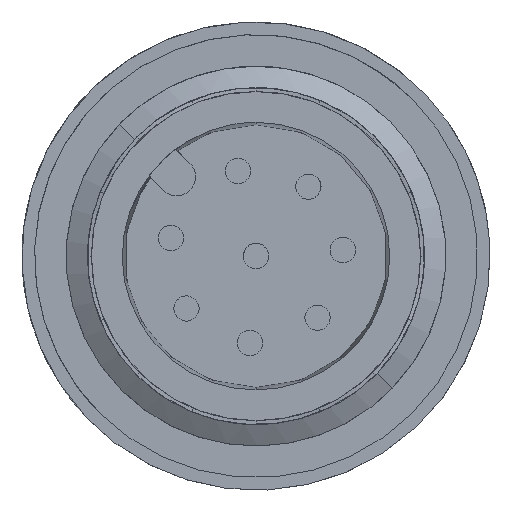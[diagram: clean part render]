
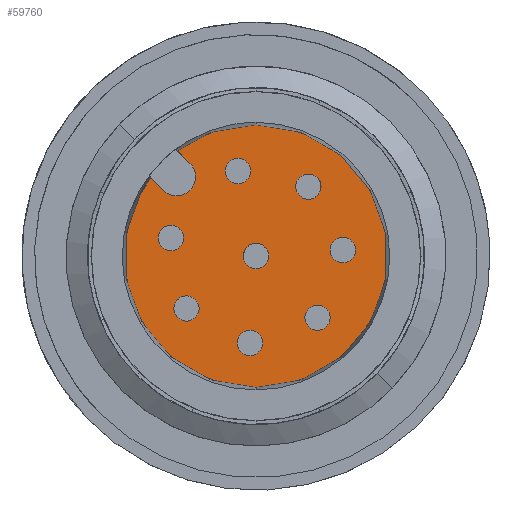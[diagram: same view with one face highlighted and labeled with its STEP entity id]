
A CAD part, left-side view. The second image highlights one B-rep face of the part: STEP entity #59760.
In plain terms, the highlighted face is planar.
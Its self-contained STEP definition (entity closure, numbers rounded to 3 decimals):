
#56710=CARTESIAN_POINT('',(-3.328,2.479,-37.9));
#56720=VERTEX_POINT('',#56710);
#57070=CARTESIAN_POINT('',(-2.479,3.328,-37.9));
#57080=VERTEX_POINT('',#57070);
#57110=CARTESIAN_POINT('',(0.,0.,
-37.9));
#57120=DIRECTION('',(0.,0.,-1.));
#57130=DIRECTION('',(1.,0.,0.));
#57140=AXIS2_PLACEMENT_3D('',#57110,#57120,#57130);
#57150=CIRCLE('',#57140,4.15);
#57160=CARTESIAN_POINT('',(4.15,0.,-37.9))
;
#57170=VERTEX_POINT('',#57160);
#57180=EDGE_CURVE('',#57080,#57170,#57150,.T.);
#57320=CARTESIAN_POINT('',(-4.15,0.,-37.9)
);
#57330=VERTEX_POINT('',#57320);
#57360=EDGE_CURVE('',#57330,#56720,#57150,.T.);
#57600=CARTESIAN_POINT('',(-2.086,2.934,-37.9));
#57610=VERTEX_POINT('',#57600);
#57640=CARTESIAN_POINT('',(-31.86,32.709,
-37.9));
#57650=DIRECTION('',(-0.707,0.707,
0.));
#57660=VECTOR('',#57650,1.);
#57670=LINE('',#57640,#57660);
#57680=EDGE_CURVE('',#57610,#57080,#57670,.T.);
#57860=CARTESIAN_POINT('',(-2.51,2.51,-37.9));
#57870=DIRECTION('',(0.,0.,-1.));
#57880=DIRECTION('',(1.,0.,0.));
#57890=AXIS2_PLACEMENT_3D('',#57860,#57870,#57880);
#57900=CIRCLE('',#57890,0.6);
#57910=CARTESIAN_POINT('',(-2.934,2.086,-37.9));
#57920=VERTEX_POINT('',#57910);
#57930=EDGE_CURVE('',#57610,#57920,#57900,.T.);
#58210=CARTESIAN_POINT('',(-0.035,-1.138,-37.9))
;
#58220=DIRECTION('',(0.,0.,-1.));
#58230=DIRECTION('',(0.707,-0.707,
0.));
#58240=AXIS2_PLACEMENT_3D('',#58210,#58220,#58230);
#58250=PLANE('',#58240);
#58260=CARTESIAN_POINT('',(-2.69,0.572,-37.9));
#58270=DIRECTION('',(0.,0.,-1.));
#58280=DIRECTION('',(0.707,0.707,
0.));
#58290=AXIS2_PLACEMENT_3D('',#58260,#58270,#58280);
#58300=CIRCLE('',#58290,0.4);
#58310=CARTESIAN_POINT('',(-2.407,0.855,-37.9));
#58320=VERTEX_POINT('',#58310);
#58330=CARTESIAN_POINT('',(-2.973,0.289,-37.9));
#58340=VERTEX_POINT('',#58330);
#58350=EDGE_CURVE('',#58320,#58340,#58300,.T.);
#58360=ORIENTED_EDGE('',*,*,#58350,.F.);
#58370=EDGE_CURVE('',#58340,#58320,#58300,.T.);
#58380=ORIENTED_EDGE('',*,*,#58370,.F.);
#58390=EDGE_LOOP('',(#58380,#58360));
#58400=FACE_BOUND('',#58390,.T.);
#58410=CARTESIAN_POINT('',(-0.572,2.69,-37.9));
#58420=DIRECTION('',(0.,0.,-1.));
#58430=DIRECTION('',(0.707,0.707,
0.));
#58440=AXIS2_PLACEMENT_3D('',#58410,#58420,#58430);
#58450=CIRCLE('',#58440,0.4);
#58460=CARTESIAN_POINT('',(-0.886,2.442,-37.9));
#58470=VERTEX_POINT('',#58460);
#58480=CARTESIAN_POINT('',(-0.289,2.973,-37.9));
#58490=VERTEX_POINT('',#58480);
#58500=EDGE_CURVE('',#58470,#58490,#58450,.T.);
#58510=ORIENTED_EDGE('',*,*,#58500,.F.);
#58520=CARTESIAN_POINT('',(-0.855,2.407,-37.9));
#58530=VERTEX_POINT('',#58520);
#58540=EDGE_CURVE('',#58490,#58530,#58450,.T.);
#58550=ORIENTED_EDGE('',*,*,#58540,.F.);
#58560=EDGE_CURVE('',#58530,#58470,#58450,.T.);
#58570=ORIENTED_EDGE('',*,*,#58560,.F.);
#58580=EDGE_LOOP('',(#58570,#58550,#58510));
#58590=FACE_BOUND('',#58580,.T.);
#58600=CARTESIAN_POINT('',(-2.196,-1.655,-37.9));
#58610=DIRECTION('',(0.,0.,-1.));
#58620=DIRECTION('',(0.707,0.707,
0.));
#58630=AXIS2_PLACEMENT_3D('',#58600,#58610,#58620);
#58640=CIRCLE('',#58630,0.4);
#58650=CARTESIAN_POINT('',(-2.405,-1.996,-37.9));
#58660=VERTEX_POINT('',#58650);
#58670=CARTESIAN_POINT('',(-2.479,-1.938,-37.9));
#58680=VERTEX_POINT('',#58670);
#58690=EDGE_CURVE('',#58660,#58680,#58640,.T.);
#58700=ORIENTED_EDGE('',*,*,#58690,.F.);
#58710=CARTESIAN_POINT('',(-1.913,-1.372,-37.9));
#58720=VERTEX_POINT('',#58710);
#58730=EDGE_CURVE('',#58680,#58720,#58640,.T.);
#58740=ORIENTED_EDGE('',*,*,#58730,.F.);
#58750=EDGE_CURVE('',#58720,#58660,#58640,.T.);
#58760=ORIENTED_EDGE('',*,*,#58750,.F.);
#58770=EDGE_LOOP('',(#58760,#58740,#58700));
#58780=FACE_BOUND('',#58770,.T.);
#58790=CARTESIAN_POINT('',(0.,0.,
-37.9));
#58800=DIRECTION('',(0.,0.,-1.));
#58810=DIRECTION('',(0.707,0.707,
0.));
#58820=AXIS2_PLACEMENT_3D('',#58790,#58800,#58810);
#58830=CIRCLE('',#58820,0.4);
#58840=CARTESIAN_POINT('',(-0.235,-0.324,-37.9))
;
#58850=VERTEX_POINT('',#58840);
#58860=CARTESIAN_POINT('',(-0.283,-0.283,-37.9))
;
#58870=VERTEX_POINT('',#58860);
#58880=EDGE_CURVE('',#58850,#58870,#58830,.T.);
#58890=ORIENTED_EDGE('',*,*,#58880,.F.);
#58900=CARTESIAN_POINT('',(0.283,0.283,-37.9));
#58910=VERTEX_POINT('',#58900);
#58920=EDGE_CURVE('',#58870,#58910,#58830,.T.);
#58930=ORIENTED_EDGE('',*,*,#58920,.F.);
#58940=EDGE_CURVE('',#58910,#58850,#58830,.T.);
#58950=ORIENTED_EDGE('',*,*,#58940,.F.);
#58960=EDGE_LOOP('',(#58950,#58930,#58890));
#58970=FACE_BOUND('',#58960,.T.);
#58980=CARTESIAN_POINT('',(-0.192,-2.743,-37.9));
#58990=DIRECTION('',(0.,0.,-1.));
#59000=DIRECTION('',(0.707,0.707,
0.));
#59010=AXIS2_PLACEMENT_3D('',#58980,#58990,#59000);
#59020=CIRCLE('',#59010,0.4);
#59030=CARTESIAN_POINT('',(-0.59,-2.708,-37.9));
#59040=VERTEX_POINT('',#59030);
#59050=CARTESIAN_POINT('',(0.091,-2.46,-37.9));
#59060=VERTEX_POINT('',#59050);
#59070=EDGE_CURVE('',#59040,#59060,#59020,.T.);
#59080=ORIENTED_EDGE('',*,*,#59070,.F.);
#59090=CARTESIAN_POINT('',(-0.475,-3.026,-37.9));
#59100=VERTEX_POINT('',#59090);
#59110=EDGE_CURVE('',#59060,#59100,#59020,.T.);
#59120=ORIENTED_EDGE('',*,*,#59110,.F.);
#59130=EDGE_CURVE('',#59100,#59040,#59020,.T.);
#59140=ORIENTED_EDGE('',*,*,#59130,.F.);
#59150=EDGE_LOOP('',(#59140,#59120,#59080));
#59160=FACE_BOUND('',#59150,.T.);
#59170=CARTESIAN_POINT('',(1.945,-1.945,-37.9));
#59180=DIRECTION('',(0.,0.,-1.));
#59190=DIRECTION('',(0.707,0.707,
0.));
#59200=AXIS2_PLACEMENT_3D('',#59170,#59180,#59190);
#59210=CIRCLE('',#59200,0.4);
#59220=CARTESIAN_POINT('',(2.227,-1.662,-37.9));
#59230=VERTEX_POINT('',#59220);
#59240=CARTESIAN_POINT('',(1.662,-2.227,-37.9));
#59250=VERTEX_POINT('',#59240);
#59260=EDGE_CURVE('',#59230,#59250,#59210,.T.);
#59270=ORIENTED_EDGE('',*,*,#59260,.F.);
#59280=EDGE_CURVE('',#59250,#59230,#59210,.T.);
#59290=ORIENTED_EDGE('',*,*,#59280,.F.);
#59300=EDGE_LOOP('',(#59290,#59270));
#59310=FACE_BOUND('',#59300,.T.);
#59320=CARTESIAN_POINT('',(2.743,0.192,-37.9));
#59330=DIRECTION('',(0.,0.,-1.));
#59340=DIRECTION('',(0.707,0.707,
0.));
#59350=AXIS2_PLACEMENT_3D('',#59320,#59330,#59340);
#59360=CIRCLE('',#59350,0.4);
#59370=CARTESIAN_POINT('',(3.026,0.475,-37.9));
#59380=VERTEX_POINT('',#59370);
#59390=CARTESIAN_POINT('',(2.46,-0.091,-37.9));
#59400=VERTEX_POINT('',#59390);
#59410=EDGE_CURVE('',#59380,#59400,#59360,.T.);
#59420=ORIENTED_EDGE('',*,*,#59410,.F.);
#59430=EDGE_CURVE('',#59400,#59380,#59360,.T.);
#59440=ORIENTED_EDGE('',*,*,#59430,.F.);
#59450=EDGE_LOOP('',(#59440,#59420));
#59460=FACE_BOUND('',#59450,.T.);
#59470=EDGE_CURVE('',#57170,#57330,#57150,.T.);
#59480=ORIENTED_EDGE('',*,*,#59470,.T.);
#59490=ORIENTED_EDGE('',*,*,#57180,.T.);
#59500=ORIENTED_EDGE('',*,*,#57680,.T.);
#59510=ORIENTED_EDGE('',*,*,#57930,.F.);
#59520=CARTESIAN_POINT('',(-31.86,31.012,
-37.9));
#59530=DIRECTION('',(0.707,-0.707,
0.));
#59540=VECTOR('',#59530,1.);
#59550=LINE('',#59520,#59540);
#59560=EDGE_CURVE('',#56720,#57920,#59550,.T.);
#59570=ORIENTED_EDGE('',*,*,#59560,.T.);
#59580=ORIENTED_EDGE('',*,*,#57360,.T.);
#59590=EDGE_LOOP('',(#59580,#59570,#59510,#59500,#59490,#59480));
#59600=FACE_OUTER_BOUND('',#59590,.T.);
#59610=CARTESIAN_POINT('',(1.655,2.196,-37.9));
#59620=DIRECTION('',(0.,0.,-1.));
#59630=DIRECTION('',(0.707,0.707,
0.));
#59640=AXIS2_PLACEMENT_3D('',#59610,#59620,#59630);
#59650=CIRCLE('',#59640,0.4);
#59660=CARTESIAN_POINT('',(1.938,2.479,-37.9));
#59670=VERTEX_POINT('',#59660);
#59680=CARTESIAN_POINT('',(1.372,1.913,-37.9));
#59690=VERTEX_POINT('',#59680);
#59700=EDGE_CURVE('',#59670,#59690,#59650,.T.);
#59710=ORIENTED_EDGE('',*,*,#59700,.F.);
#59720=EDGE_CURVE('',#59690,#59670,#59650,.T.);
#59730=ORIENTED_EDGE('',*,*,#59720,.F.);
#59740=EDGE_LOOP('',(#59730,#59710));
#59750=FACE_BOUND('',#59740,.T.);
#59760=ADVANCED_FACE('',(#58400,#58590,#58780,#58970,#59160,#59310,
#59460,#59600,#59750),#58250,.T.);
